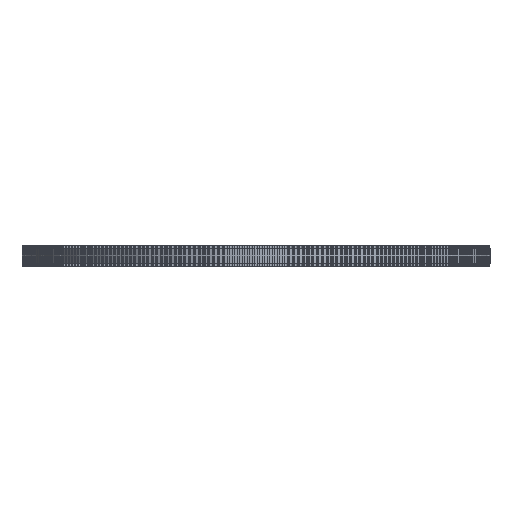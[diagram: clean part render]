
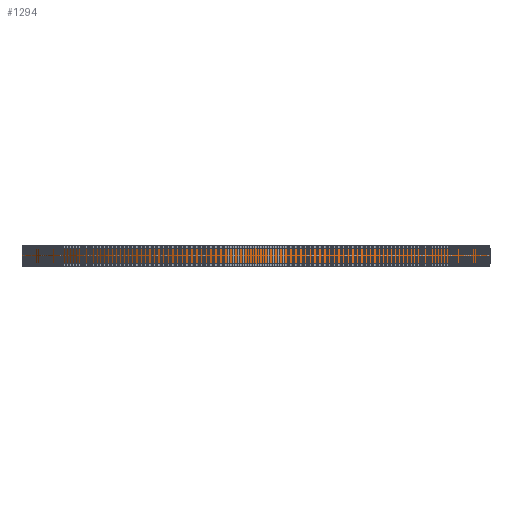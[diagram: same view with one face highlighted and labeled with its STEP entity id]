
A CAD part, front view. The second image highlights one B-rep face of the part: STEP entity #1294.
In plain terms, the highlighted cylindrical face has radius 93.265 mm (diameter 186.53 mm), a full revolution.
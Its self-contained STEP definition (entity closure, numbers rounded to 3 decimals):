
#97=FACE_BOUND('',#4816,.T.);
#98=FACE_BOUND('',#4817,.T.);
#1294=ADVANCED_FACE('',(#97,#98),#2467,.T.);
#2467=CYLINDRICAL_SURFACE('',#25927,93.265);
#4816=EDGE_LOOP('',(#14194));
#4817=EDGE_LOOP('',(#14195));
#14194=ORIENTED_EDGE('',*,*,#20058,.T.);
#14195=ORIENTED_EDGE('',*,*,#20059,.T.);
#16540=VERTEX_POINT('',#41180);
#16541=VERTEX_POINT('',#41182);
#20058=EDGE_CURVE('',#16540,#16540,#22404,.T.);
#20059=EDGE_CURVE('',#16541,#16541,#22405,.T.);
#22404=CIRCLE('',#25925,93.265);
#22405=CIRCLE('',#25926,93.265);
#25925=AXIS2_PLACEMENT_3D('',#41179,#34138,#34139);
#25926=AXIS2_PLACEMENT_3D('',#41181,#34140,#34141);
#25927=AXIS2_PLACEMENT_3D('',#41183,#34142,#34143);
#34138=DIRECTION('',(0.,0.,1.));
#34139=DIRECTION('',(1.,0.,0.));
#34140=DIRECTION('',(0.,0.,-1.));
#34141=DIRECTION('',(1.,0.,0.));
#34142=DIRECTION('',(0.,0.,1.));
#34143=DIRECTION('',(1.,0.,0.));
#41179=CARTESIAN_POINT('',(0.,0.,1.));
#41180=CARTESIAN_POINT('',(93.265,0.,1.));
#41181=CARTESIAN_POINT('',(0.,0.,7.));
#41182=CARTESIAN_POINT('',(93.265,0.,7.));
#41183=CARTESIAN_POINT('',(0.,0.,1.));
